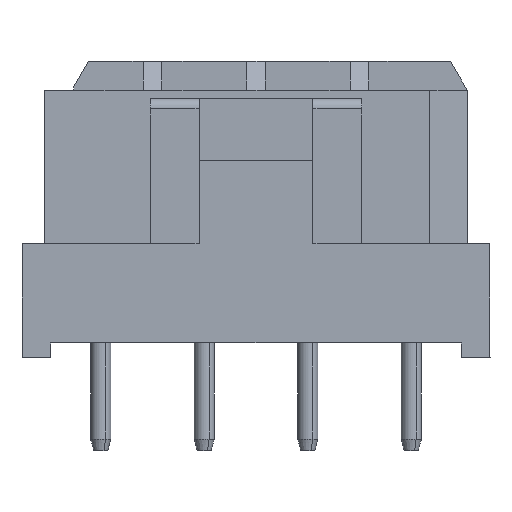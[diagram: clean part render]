
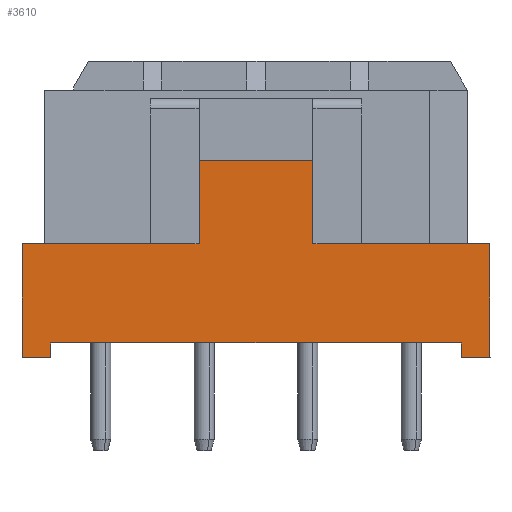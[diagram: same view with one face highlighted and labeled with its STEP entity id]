
A CAD part, front view. The second image highlights one B-rep face of the part: STEP entity #3610.
In plain terms, the highlighted planar face has unit normal (0, -1, 0).
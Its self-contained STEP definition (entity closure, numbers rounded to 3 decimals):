
#3519=AXIS2_PLACEMENT_3D('Plane Axis2P3D',#3516,#3517,#3518) ;
#2408=CARTESIAN_POINT('Vertex',(0.,1.5,10.)) ;
#2411=CARTESIAN_POINT('Line Origine',(3.1,1.5,10.)) ;
#2415=CARTESIAN_POINT('Vertex',(6.2,1.5,10.)) ;
#2498=CARTESIAN_POINT('Line Origine',(19.5,1.5,10.)) ;
#2502=CARTESIAN_POINT('Vertex',(16.4,1.5,10.)) ;
#2504=CARTESIAN_POINT('Vertex',(22.6,1.5,10.)) ;
#3500=CARTESIAN_POINT('Vertex',(0.,1.5,4.5)) ;
#3503=CARTESIAN_POINT('Line Origine',(0.,1.5,7.25)) ;
#3516=CARTESIAN_POINT('Axis2P3D Location',(0.,1.5,1.3)) ;
#3521=CARTESIAN_POINT('Line Origine',(21.9,1.5,4.5)) ;
#3525=CARTESIAN_POINT('Vertex',(21.2,1.5,4.5)) ;
#3527=CARTESIAN_POINT('Vertex',(22.6,1.5,4.5)) ;
#3530=CARTESIAN_POINT('Line Origine',(22.6,1.5,7.25)) ;
#3535=CARTESIAN_POINT('Line Origine',(15.225,1.5,10.)) ;
#3539=CARTESIAN_POINT('Vertex',(14.05,1.5,10.)) ;
#3542=CARTESIAN_POINT('Line Origine',(14.05,1.5,12.231)) ;
#3546=CARTESIAN_POINT('Vertex',(14.05,1.5,14.462)) ;
#3549=CARTESIAN_POINT('Line Origine',(11.3,1.5,14.462)) ;
#3553=CARTESIAN_POINT('Vertex',(8.55,1.5,14.462)) ;
#3556=CARTESIAN_POINT('Line Origine',(8.55,1.5,12.231)) ;
#3560=CARTESIAN_POINT('Vertex',(8.55,1.5,10.)) ;
#3563=CARTESIAN_POINT('Line Origine',(7.375,1.5,10.)) ;
#3568=CARTESIAN_POINT('Line Origine',(0.7,1.5,4.5)) ;
#3572=CARTESIAN_POINT('Vertex',(1.4,1.5,4.5)) ;
#3575=CARTESIAN_POINT('Line Origine',(1.4,1.5,4.85)) ;
#3579=CARTESIAN_POINT('Vertex',(1.4,1.5,5.2)) ;
#3582=CARTESIAN_POINT('Line Origine',(11.3,1.5,5.2)) ;
#3586=CARTESIAN_POINT('Vertex',(21.2,1.5,5.2)) ;
#3589=CARTESIAN_POINT('Line Origine',(21.2,1.5,4.85)) ;
#2412=DIRECTION('Vector Direction',(1.,0.,0.)) ;
#2499=DIRECTION('Vector Direction',(1.,0.,0.)) ;
#3504=DIRECTION('Vector Direction',(0.,0.,1.)) ;
#3517=DIRECTION('Axis2P3D Direction',(0.,-1.,0.)) ;
#3518=DIRECTION('Axis2P3D XDirection',(1.,0.,0.)) ;
#3522=DIRECTION('Vector Direction',(1.,0.,0.)) ;
#3531=DIRECTION('Vector Direction',(0.,0.,1.)) ;
#3536=DIRECTION('Vector Direction',(1.,0.,0.)) ;
#3543=DIRECTION('Vector Direction',(0.,0.,1.)) ;
#3550=DIRECTION('Vector Direction',(1.,0.,0.)) ;
#3557=DIRECTION('Vector Direction',(0.,0.,1.)) ;
#3564=DIRECTION('Vector Direction',(1.,0.,0.)) ;
#3569=DIRECTION('Vector Direction',(1.,0.,0.)) ;
#3576=DIRECTION('Vector Direction',(0.,0.,1.)) ;
#3583=DIRECTION('Vector Direction',(-1.,0.,0.)) ;
#3590=DIRECTION('Vector Direction',(0.,0.,1.)) ;
#2413=VECTOR('Line Direction',#2412,1.) ;
#2500=VECTOR('Line Direction',#2499,1.) ;
#3505=VECTOR('Line Direction',#3504,1.) ;
#3523=VECTOR('Line Direction',#3522,1.) ;
#3532=VECTOR('Line Direction',#3531,1.) ;
#3537=VECTOR('Line Direction',#3536,1.) ;
#3544=VECTOR('Line Direction',#3543,1.) ;
#3551=VECTOR('Line Direction',#3550,1.) ;
#3558=VECTOR('Line Direction',#3557,1.) ;
#3565=VECTOR('Line Direction',#3564,1.) ;
#3570=VECTOR('Line Direction',#3569,1.) ;
#3577=VECTOR('Line Direction',#3576,1.) ;
#3584=VECTOR('Line Direction',#3583,1.) ;
#3591=VECTOR('Line Direction',#3590,1.) ;
#3595=ORIENTED_EDGE('',*,*,#3529,.T.) ;
#3596=ORIENTED_EDGE('',*,*,#3534,.T.) ;
#3597=ORIENTED_EDGE('',*,*,#2506,.F.) ;
#3598=ORIENTED_EDGE('',*,*,#3541,.F.) ;
#3599=ORIENTED_EDGE('',*,*,#3548,.F.) ;
#3600=ORIENTED_EDGE('',*,*,#3555,.F.) ;
#3601=ORIENTED_EDGE('',*,*,#3562,.T.) ;
#3602=ORIENTED_EDGE('',*,*,#3567,.F.) ;
#3603=ORIENTED_EDGE('',*,*,#2417,.F.) ;
#3604=ORIENTED_EDGE('',*,*,#3507,.F.) ;
#3605=ORIENTED_EDGE('',*,*,#3574,.T.) ;
#3606=ORIENTED_EDGE('',*,*,#3581,.T.) ;
#3607=ORIENTED_EDGE('',*,*,#3588,.F.) ;
#3608=ORIENTED_EDGE('',*,*,#3593,.F.) ;
#3610=ADVANCED_FACE('HOUSING',(#3609),#3520,.T.) ;
#2417=EDGE_CURVE('',#2409,#2416,#2414,.T.) ;
#2506=EDGE_CURVE('',#2503,#2505,#2501,.T.) ;
#3507=EDGE_CURVE('',#3501,#2409,#3506,.T.) ;
#3529=EDGE_CURVE('',#3526,#3528,#3524,.T.) ;
#3534=EDGE_CURVE('',#3528,#2505,#3533,.T.) ;
#3541=EDGE_CURVE('',#3540,#2503,#3538,.T.) ;
#3548=EDGE_CURVE('',#3547,#3540,#3545,.F.) ;
#3555=EDGE_CURVE('',#3554,#3547,#3552,.T.) ;
#3562=EDGE_CURVE('',#3554,#3561,#3559,.F.) ;
#3567=EDGE_CURVE('',#2416,#3561,#3566,.T.) ;
#3574=EDGE_CURVE('',#3501,#3573,#3571,.T.) ;
#3581=EDGE_CURVE('',#3573,#3580,#3578,.T.) ;
#3588=EDGE_CURVE('',#3587,#3580,#3585,.T.) ;
#3593=EDGE_CURVE('',#3526,#3587,#3592,.T.) ;
#3594=EDGE_LOOP('',(#3595,#3596,#3597,#3598,#3599,#3600,#3601,#3602,#3603,#3604,#3605,#3606,#3607,#3608)) ;
#3609=FACE_OUTER_BOUND('',#3594,.T.) ;
#2414=LINE('Line',#2411,#2413) ;
#2501=LINE('Line',#2498,#2500) ;
#3506=LINE('Line',#3503,#3505) ;
#3524=LINE('Line',#3521,#3523) ;
#3533=LINE('Line',#3530,#3532) ;
#3538=LINE('Line',#3535,#3537) ;
#3545=LINE('Line',#3542,#3544) ;
#3552=LINE('Line',#3549,#3551) ;
#3559=LINE('Line',#3556,#3558) ;
#3566=LINE('Line',#3563,#3565) ;
#3571=LINE('Line',#3568,#3570) ;
#3578=LINE('Line',#3575,#3577) ;
#3585=LINE('Line',#3582,#3584) ;
#3592=LINE('Line',#3589,#3591) ;
#3520=PLANE('',#3519) ;
#2409=VERTEX_POINT('',#2408) ;
#2416=VERTEX_POINT('',#2415) ;
#2503=VERTEX_POINT('',#2502) ;
#2505=VERTEX_POINT('',#2504) ;
#3501=VERTEX_POINT('',#3500) ;
#3526=VERTEX_POINT('',#3525) ;
#3528=VERTEX_POINT('',#3527) ;
#3540=VERTEX_POINT('',#3539) ;
#3547=VERTEX_POINT('',#3546) ;
#3554=VERTEX_POINT('',#3553) ;
#3561=VERTEX_POINT('',#3560) ;
#3573=VERTEX_POINT('',#3572) ;
#3580=VERTEX_POINT('',#3579) ;
#3587=VERTEX_POINT('',#3586) ;
